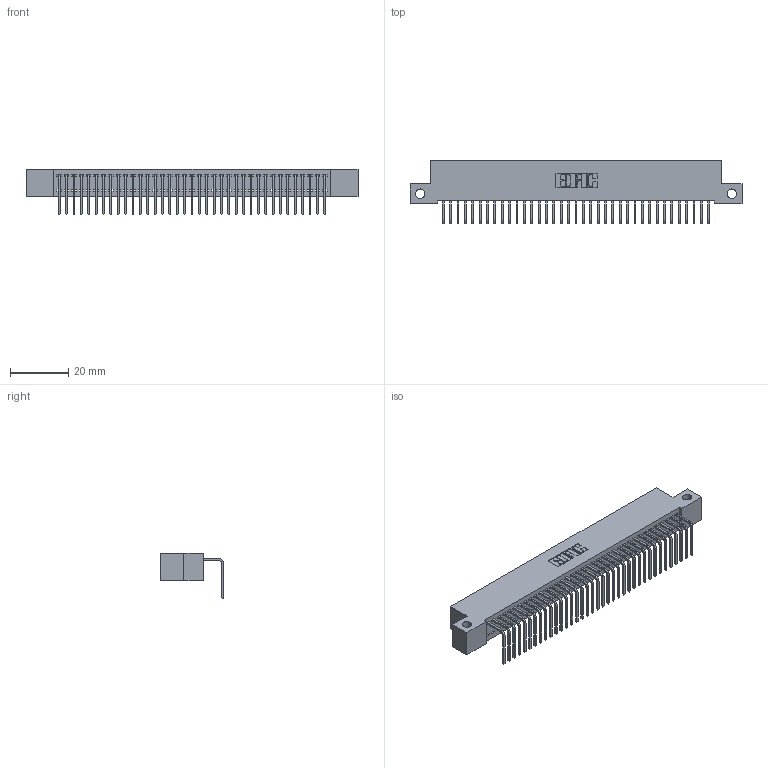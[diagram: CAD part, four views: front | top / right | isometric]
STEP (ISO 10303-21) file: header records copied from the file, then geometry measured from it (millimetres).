
FILE_DESCRIPTION (( 'STEP AP203' ), '1' );
FILE_NAME ('392-037-558-112.STEP', '2019-10-07T18:11:47', ( '' ), ( '' ), 'SwSTEP 2.0', 'SolidWorks 2016', '' );
FILE_SCHEMA (( 'CONFIG_CONTROL_DESIGN' ));
Length unit declared in the file: inch
Products named in the file (3): 342 Part_Side Mount; 345-292-001_558 Tail - 2; 392-037-558-112
Assembly tree (38 placements, depth 2):
  392-037-558-112
    342 Part_Side Mount
    345-292-001_558 Tail - 2  x37
Bounding box: 114.3 x 21.91 x 15.62 mm (x, y, z)
Volume: 10052.8 mm3; surface area: 15205.7 mm2
Topology: 38 solids, 38 shells, 2330 faces, 7033 edges, 4638 vertices
Faces by surface type: plane 1694, cylinder 636
Entity records: 23221 total; most frequent: CARTESIAN_POINT 4013, ORIENTED_EDGE 3986, DIRECTION 3395, EDGE_CURVE 1993, LINE 1865, VECTOR 1865, VERTEX_POINT 1326, AXIS2_PLACEMENT_3D 765
